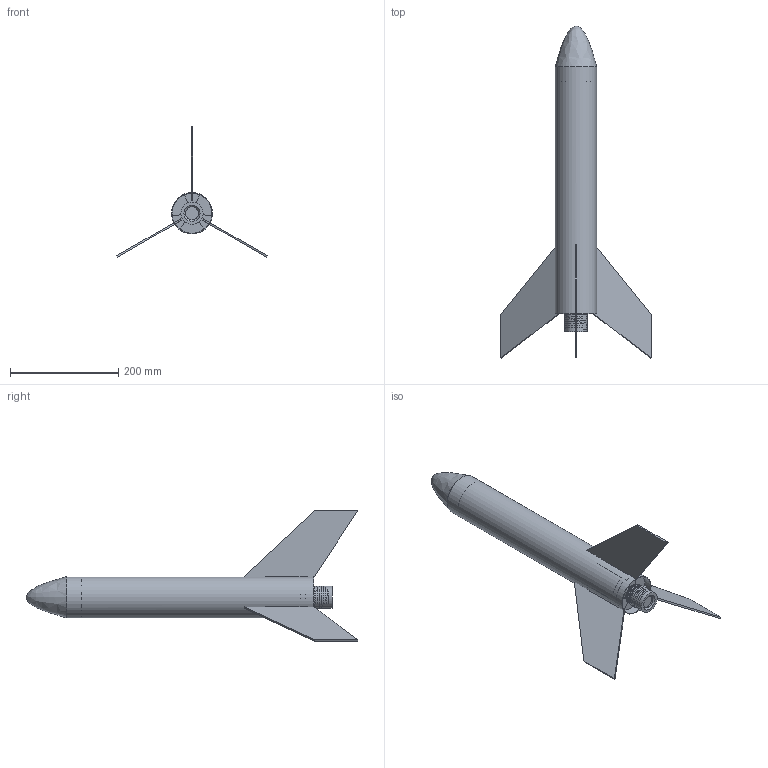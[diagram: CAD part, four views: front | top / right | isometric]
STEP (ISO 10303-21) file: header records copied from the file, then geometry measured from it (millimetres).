
FILE_DESCRIPTION(/* description */ (''),/* implementation_level */ '2;1');
FILE_NAME(/* name */ '3"F15HeightAssembly v3.step',/* time_stamp */ '2023-09-28T22:44:25-04:00',/* author */ (''),/* organization */ (''),/* preprocessor_version */ 'ST-DEVELOPER v20',/* originating_system */ 'Autodesk Translation Framework v12.14.0.127',/* authorisation */ '');
FILE_SCHEMA (('AUTOMOTIVE_DESIGN { 1 0 10303 214 3 1 1 }'));
Length unit declared in the file: millimetre
Products named in the file (10): 3"F15HeightAssembly; 3"SlottedCardboardTube; 3”F15LatchMech; 3"AeroNoseCone; 3”SlottedFin; F15Retainer; Estes_F15-4_Motor; 3”SlottedFin_1; 3”SlottedFin_2; Component1
Assembly tree (11 placements, depth 3):
  3"F15HeightAssembly
    3"SlottedCardboardTube
    3”F15LatchMech
    3"AeroNoseCone
    3”SlottedFin
      Component1
    F15Retainer
    Estes_F15-4_Motor
    3”SlottedFin_1
      Component1
    3”SlottedFin_2
      Component1
Bounding box: 278.5 x 613.64 x 241.19 mm (x, y, z)
Volume: 511696.6 mm3; surface area: 411681.8 mm2
Topology: 8 solids, 8 shells, 203 faces, 550 edges, 358 vertices
Faces by surface type: plane 109, cylinder 56, bspline 15, torus 13, cone 10
Full cylindrical faces by diameter (mm): 20 x1, 24 x1, 29 x1, 30 x3, 34.132 x3, 34.97 x6, 35 x1, 39.439 x6, 41 x1, 68 x1, 73.787 x1, 74 x1, 74.422 x1, 76.2 x1
Entity records: 11366 total; most frequent: CARTESIAN_POINT 6501, ORIENTED_EDGE 1000, DIRECTION 921, EDGE_CURVE 500, AXIS2_PLACEMENT_3D 351, VERTEX_POINT 326, LINE 219, VECTOR 219
